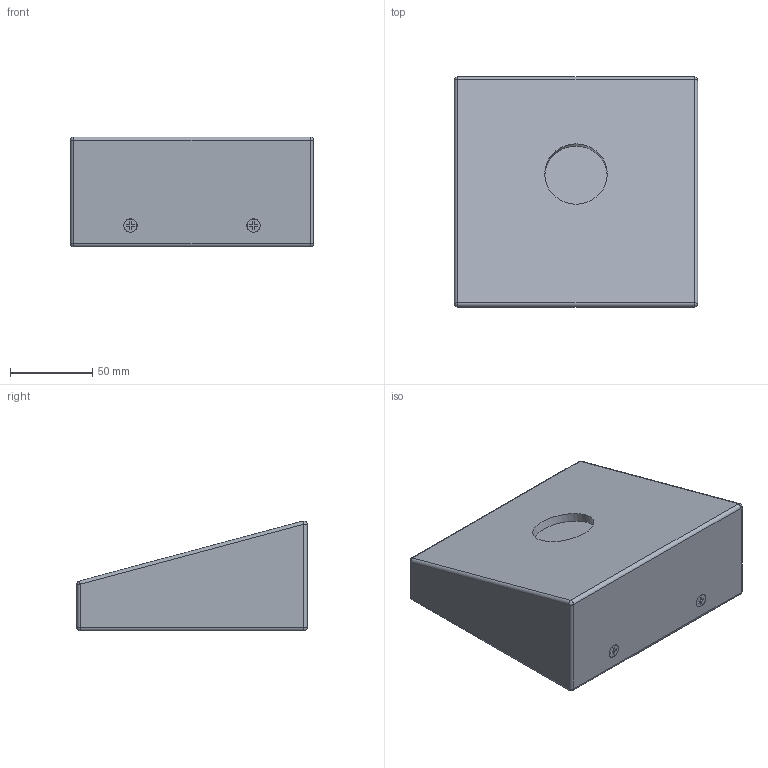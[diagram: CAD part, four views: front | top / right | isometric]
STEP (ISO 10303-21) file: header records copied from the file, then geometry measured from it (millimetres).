
FILE_DESCRIPTION(/* description */ (''),/* implementation_level */ '2;1');
FILE_NAME(/* name */ 'vb_vesa_mnt_ftsw.stp',/* time_stamp */ '2020-07-15T12:39:30-04:00',/* author */ ('NickC'),/* organization */ (''),/* preprocessor_version */ 'ST-DEVELOPER v17',/* originating_system */ 'Autodesk Inventor 2019',/* authorisation */ '');
FILE_SCHEMA (('AUTOMOTIVE_DESIGN { 1 0 10303 214 3 1 1 }'));
Length unit declared in the file: millimetre
Products named in the file (1): FTSW_Block
Bounding box: 148 x 140.06 x 66.92 mm (x, y, z)
Volume: 1000032.5 mm3; surface area: 70693.9 mm2
Topology: 1 solids, 1 shells, 67 faces, 147 edges, 90 vertices
Faces by surface type: plane 42, cylinder 17, sphere 8
Full cylindrical faces by diameter (mm): 8 x2, 8.25 x2, 38 x1
Entity records: 1842 total; most frequent: DIRECTION 317, CARTESIAN_POINT 305, ORIENTED_EDGE 294, EDGE_CURVE 147, LINE 113, VECTOR 113, AXIS2_PLACEMENT_3D 102, VERTEX_POINT 90
